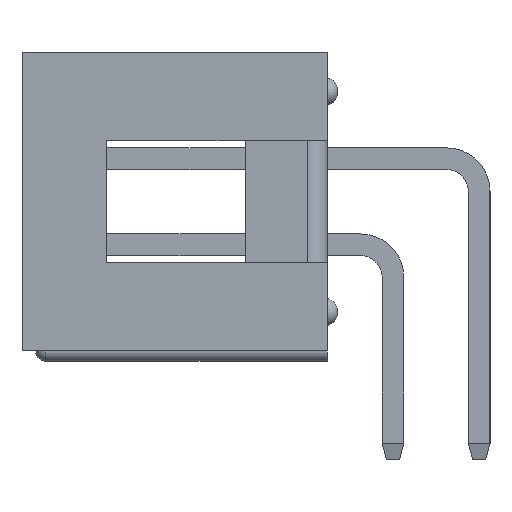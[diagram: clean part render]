
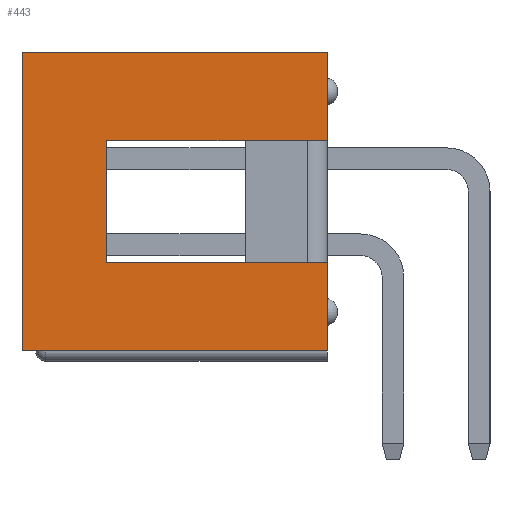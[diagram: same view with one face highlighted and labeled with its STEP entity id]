
A CAD part, left-side view. The second image highlights one B-rep face of the part: STEP entity #443.
In plain terms, the highlighted planar face has unit normal (-1, 0, 0).
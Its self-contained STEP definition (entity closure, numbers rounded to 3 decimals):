
#443=ADVANCED_FACE('',(#2831),#2833,.T.);
#2831=FACE_BOUND('',#2832,.T.);
#2832=EDGE_LOOP('',(#4764,#4765,#4766,#4767,#4768,#4769,#4770,#4771));
#2833=PLANE('',#2834);
#2834=AXIS2_PLACEMENT_3D('',#2835,#2836,#2837);
#2835=CARTESIAN_POINT('',(-5.22,5.67,0.3));
#2836=DIRECTION('',(-1.,0.,0.));
#2837=DIRECTION('',(0.,-1.,0.));
#4764=ORIENTED_EDGE('',*,*,#5974,.T.);
#4765=ORIENTED_EDGE('',*,*,#5975,.T.);
#4766=ORIENTED_EDGE('',*,*,#5976,.T.);
#4767=ORIENTED_EDGE('',*,*,#5977,.T.);
#4768=ORIENTED_EDGE('',*,*,#5956,.T.);
#4769=ORIENTED_EDGE('',*,*,#5972,.F.);
#4770=ORIENTED_EDGE('',*,*,#5978,.F.);
#4771=ORIENTED_EDGE('',*,*,#5979,.T.);
#5956=EDGE_CURVE('',#6568,#6566,#6569,.T.);
#5972=EDGE_CURVE('',#6597,#6566,#6599,.T.);
#5974=EDGE_CURVE('',#6601,#6602,#6603,.F.);
#5975=EDGE_CURVE('',#6602,#6604,#6605,.F.);
#5976=EDGE_CURVE('',#6604,#6606,#6607,.F.);
#5977=EDGE_CURVE('',#6606,#6568,#6608,.T.);
#5978=EDGE_CURVE('',#6609,#6597,#6610,.T.);
#5979=EDGE_CURVE('',#6609,#6601,#6611,.T.);
#6566=VERTEX_POINT('',#7556);
#6568=VERTEX_POINT('',#7560);
#6569=LINE('',#7561,#7562);
#6597=VERTEX_POINT('',#7619);
#6599=LINE('',#7623,#7624);
#6601=VERTEX_POINT('',#7629);
#6602=VERTEX_POINT('',#7630);
#6603=LINE('',#7631,#7632);
#6604=VERTEX_POINT('',#7634);
#6605=LINE('',#7635,#7636);
#6606=VERTEX_POINT('',#7638);
#6607=LINE('',#7639,#7640);
#6608=LINE('',#7642,#7643);
#6609=VERTEX_POINT('',#7645);
#6610=LINE('',#7646,#7647);
#6611=LINE('',#7649,#7650);
#7556=CARTESIAN_POINT('',(-5.22,-3.13,9.3));
#7560=CARTESIAN_POINT('',(-5.22,-3.13,0.3));
#7561=CARTESIAN_POINT('',(-5.22,-3.13,0.3));
#7562=VECTOR('',#7563,1.);
#7563=DIRECTION('',(0.,0.,1.));
#7619=CARTESIAN_POINT('',(-5.22,5.67,9.3));
#7623=CARTESIAN_POINT('',(-5.22,5.67,9.3));
#7624=VECTOR('',#7625,1.);
#7625=DIRECTION('',(0.,-1.,0.));
#7629=CARTESIAN_POINT('',(-5.22,3.07,0.3));
#7630=CARTESIAN_POINT('',(-5.22,3.07,6.8));
#7631=CARTESIAN_POINT('',(-5.22,3.07,6.8));
#7632=VECTOR('',#7633,1.);
#7633=DIRECTION('',(0.,0.,-1.));
#7634=CARTESIAN_POINT('',(-5.22,-0.53,6.8));
#7635=CARTESIAN_POINT('',(-5.22,-0.53,6.8));
#7636=VECTOR('',#7637,1.);
#7637=DIRECTION('',(0.,1.,0.));
#7638=CARTESIAN_POINT('',(-5.22,-0.53,0.3));
#7639=CARTESIAN_POINT('',(-5.22,-0.53,0.3));
#7640=VECTOR('',#7641,1.);
#7641=DIRECTION('',(0.,0.,1.));
#7642=CARTESIAN_POINT('',(-5.22,-0.53,0.3));
#7643=VECTOR('',#7644,1.);
#7644=DIRECTION('',(0.,-1.,0.));
#7645=CARTESIAN_POINT('',(-5.22,5.67,0.3));
#7646=CARTESIAN_POINT('',(-5.22,5.67,0.3));
#7647=VECTOR('',#7648,1.);
#7648=DIRECTION('',(0.,0.,1.));
#7649=CARTESIAN_POINT('',(-5.22,5.67,0.3));
#7650=VECTOR('',#7651,1.);
#7651=DIRECTION('',(0.,-1.,0.));
